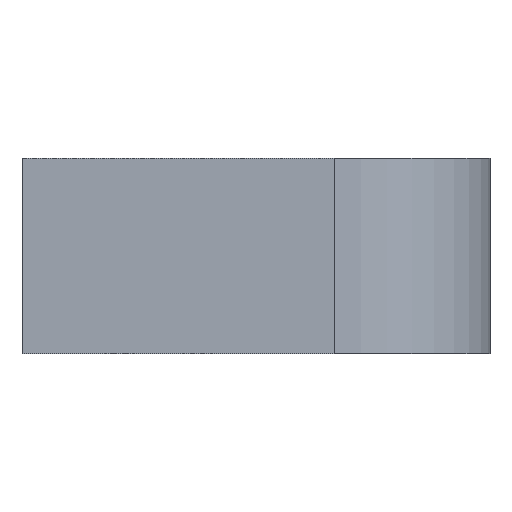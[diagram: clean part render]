
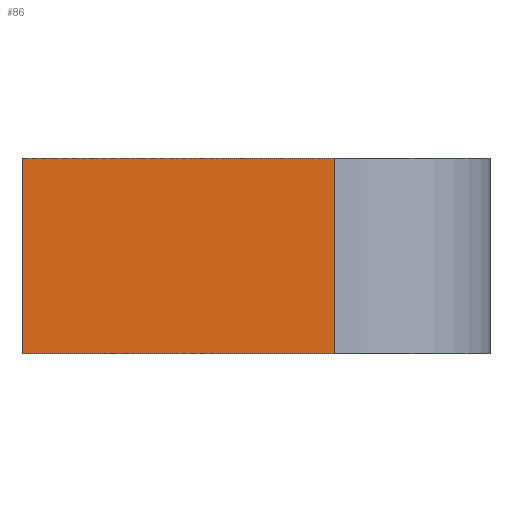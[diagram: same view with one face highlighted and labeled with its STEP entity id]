
A CAD part, left-side view. The second image highlights one B-rep face of the part: STEP entity #86.
In plain terms, the highlighted planar face has unit normal (-1, 0, 0).
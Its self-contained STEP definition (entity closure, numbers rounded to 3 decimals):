
#86=ADVANCED_FACE('',(#112),#113,.F.);
#112=FACE_OUTER_BOUND('',#140,.T.);
#113=PLANE('',#141);
#140=EDGE_LOOP('',(#239,#240,#241,#242));
#141=AXIS2_PLACEMENT_3D('',#243,#244,#245);
#239=ORIENTED_EDGE('',*,*,#278,.F.);
#240=ORIENTED_EDGE('',*,*,#287,.F.);
#241=ORIENTED_EDGE('',*,*,#294,.T.);
#242=ORIENTED_EDGE('',*,*,#266,.F.);
#243=CARTESIAN_POINT('',(-24.25,12.0,5.0));
#244=DIRECTION('',(1.0,0.0,0.0));
#245=DIRECTION('',(0.0,0.0,-1.0));
#266=EDGE_CURVE('',#306,#308,#309,.T.);
#278=EDGE_CURVE('',#328,#306,#330,.T.);
#287=EDGE_CURVE('',#345,#328,#347,.T.);
#294=EDGE_CURVE('',#345,#308,#354,.T.);
#306=VERTEX_POINT('',#369);
#308=VERTEX_POINT('',#371);
#309=LINE('',#372,#373);
#328=VERTEX_POINT('',#400);
#330=LINE('',#402,#403);
#345=VERTEX_POINT('',#423);
#347=LINE('',#426,#427);
#354=LINE('',#440,#441);
#369=CARTESIAN_POINT('',(-24.25,8.0,0.0));
#371=CARTESIAN_POINT('',(-24.25,24.0,0.0));
#372=CARTESIAN_POINT('',(-24.25,12.0,0.0));
#373=VECTOR('',#456,1.0);
#400=CARTESIAN_POINT('',(-24.25,8.0,10.0));
#402=CARTESIAN_POINT('',(-24.25,8.0,5.0));
#403=VECTOR('',#474,1.0);
#423=CARTESIAN_POINT('',(-24.25,24.0,10.0));
#426=CARTESIAN_POINT('',(-24.25,12.0,10.0));
#427=VECTOR('',#487,1.0);
#440=CARTESIAN_POINT('',(-24.25,24.0,5.0));
#441=VECTOR('',#494,1.0);
#456=DIRECTION('',(0.0,1.0,0.0));
#474=DIRECTION('',(0.0,0.0,-1.0));
#487=DIRECTION('',(0.0,-1.0,0.0));
#494=DIRECTION('',(0.0,0.0,-1.0));
